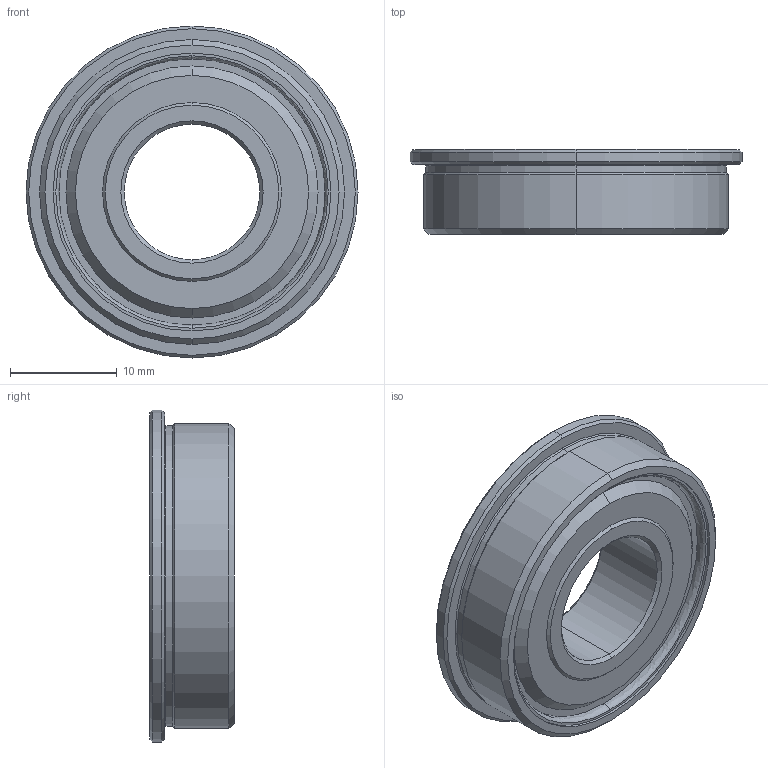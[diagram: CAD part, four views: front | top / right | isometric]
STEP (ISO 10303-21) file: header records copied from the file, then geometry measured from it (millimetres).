
FILE_DESCRIPTION (( 'STEP AP214' ), '1' );
FILE_NAME ('am-0030 FR8ZZ Bearing.STEP', '2025-01-07T21:06:19', ( '' ), ( '' ), 'SwSTEP 2.0', 'SolidWorks 2024', '' );
FILE_SCHEMA (( 'AUTOMOTIVE_DESIGN' ));
Length unit declared in the file: inch
Products named in the file (1): am-0030 FR8ZZ Bearing
Bounding box: 31.11 x 7.94 x 31.11 mm (x, y, z)
Volume: 3903.2 mm3; surface area: 2481.2 mm2
Topology: 1 solids, 1 shells, 49 faces, 98 edges, 60 vertices
Faces by surface type: cone 20, cylinder 12, plane 11, bspline 4, torus 2
Entity records: 1361 total; most frequent: CARTESIAN_POINT 280, DIRECTION 248, ORIENTED_EDGE 196, AXIS2_PLACEMENT_3D 108, EDGE_CURVE 98, CIRCLE 62, VERTEX_POINT 60, EDGE_LOOP 60
